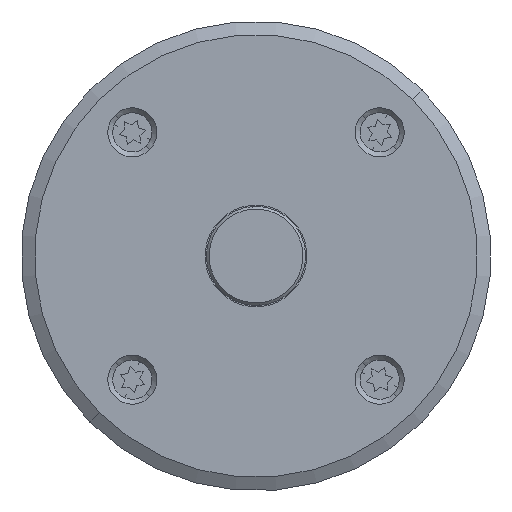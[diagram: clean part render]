
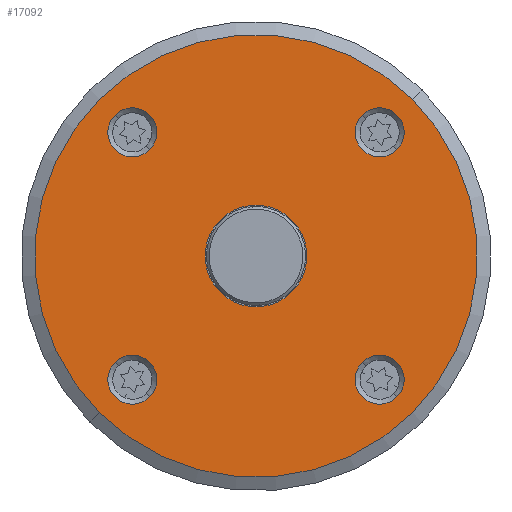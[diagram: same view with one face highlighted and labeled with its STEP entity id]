
A CAD part, left-side view. The second image highlights one B-rep face of the part: STEP entity #17092.
In plain terms, the highlighted planar face has unit normal (-1, 0, 0).
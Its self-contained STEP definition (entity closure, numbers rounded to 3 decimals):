
#82 = ORIENTED_EDGE ( 'NONE', *, *, #20854, .T. ) ;
#124 = CIRCLE ( 'NONE', #13331, 9.75 ) ;
#211 = AXIS2_PLACEMENT_3D ( 'NONE', #29714, #1330, #3675 ) ;
#626 = EDGE_LOOP ( 'NONE', ( #9004, #3819 ) ) ;
#817 = EDGE_CURVE ( 'NONE', #13655, #26547, #27030, .T. ) ;
#869 = CARTESIAN_POINT ( 'NONE',  ( -48., 23.688, -23.688 ) ) ;
#874 = CARTESIAN_POINT ( 'NONE',  ( -48., 20.365, 20.365 ) ) ;
#1157 = EDGE_LOOP ( 'NONE', ( #17163, #26084 ) ) ;
#1218 = DIRECTION ( 'NONE',  ( 1., 0., 0. ) ) ;
#1330 = DIRECTION ( 'NONE',  ( 1., 0., 0. ) ) ;
#1715 = FACE_BOUND ( 'NONE', #26231, .T. ) ;
#1830 = EDGE_CURVE ( 'NONE', #10458, #13348, #7649, .T. ) ;
#1878 = VERTEX_POINT ( 'NONE', #30119 ) ;
#2794 = ORIENTED_EDGE ( 'NONE', *, *, #16400, .T. ) ;
#2987 = CARTESIAN_POINT ( 'NONE',  ( -48., -20.365, 27.011 ) ) ;
#3128 = VERTEX_POINT ( 'NONE', #23408 ) ;
#3675 = DIRECTION ( 'NONE',  ( 0., 0.707, -0.707 ) ) ;
#3819 = ORIENTED_EDGE ( 'NONE', *, *, #18118, .F. ) ;
#4728 = AXIS2_PLACEMENT_3D ( 'NONE', #7637, #23932, #12426 ) ;
#5333 = DIRECTION ( 'NONE',  ( 1., 0., 0. ) ) ;
#5593 = CIRCLE ( 'NONE', #8821, 4.7 ) ;
#5748 = CARTESIAN_POINT ( 'NONE',  ( -48., -23.688, 23.688 ) ) ;
#5774 = CARTESIAN_POINT ( 'NONE',  ( -48., 0., 0. ) ) ;
#6690 = ORIENTED_EDGE ( 'NONE', *, *, #11674, .T. ) ;
#6944 = AXIS2_PLACEMENT_3D ( 'NONE', #23907, #21539, #21733 ) ;
#7057 = ORIENTED_EDGE ( 'NONE', *, *, #16469, .T. ) ;
#7637 = CARTESIAN_POINT ( 'NONE',  ( -48., 23.688, -23.688 ) ) ;
#7649 = CIRCLE ( 'NONE', #211, 42.402 ) ;
#7915 = DIRECTION ( 'NONE',  ( -1., 0., 0. ) ) ;
#8821 = AXIS2_PLACEMENT_3D ( 'NONE', #23742, #28726, #14768 ) ;
#9004 = ORIENTED_EDGE ( 'NONE', *, *, #1830, .F. ) ;
#9009 = CARTESIAN_POINT ( 'NONE',  ( -48., 0., 0. ) ) ;
#10458 = VERTEX_POINT ( 'NONE', #30045 ) ;
#10737 = CIRCLE ( 'NONE', #25895, 42.402 ) ;
#10990 = AXIS2_PLACEMENT_3D ( 'NONE', #28290, #23805, #21334 ) ;
#11674 = EDGE_CURVE ( 'NONE', #26106, #18628, #12141, .T. ) ;
#12141 = CIRCLE ( 'NONE', #20339, 4.7 ) ;
#12426 = DIRECTION ( 'NONE',  ( 0., -0.707, -0.707 ) ) ;
#12500 = EDGE_LOOP ( 'NONE', ( #82, #2794 ) ) ;
#12502 = PLANE ( 'NONE',  #14747 ) ;
#12557 = ORIENTED_EDGE ( 'NONE', *, *, #14940, .T. ) ;
#12596 = DIRECTION ( 'NONE',  ( 0., -0.707, -0.707 ) ) ;
#12630 = EDGE_LOOP ( 'NONE', ( #22898, #22548 ) ) ;
#12645 = AXIS2_PLACEMENT_3D ( 'NONE', #5748, #24382, #12782 ) ;
#12782 = DIRECTION ( 'NONE',  ( 0., -0.707, -0.707 ) ) ;
#12899 = VERTEX_POINT ( 'NONE', #15390 ) ;
#13052 = CARTESIAN_POINT ( 'NONE',  ( -48., 23.688, 23.688 ) ) ;
#13331 = AXIS2_PLACEMENT_3D ( 'NONE', #5774, #1218, #17475 ) ;
#13348 = VERTEX_POINT ( 'NONE', #29707 ) ;
#13655 = VERTEX_POINT ( 'NONE', #2987 ) ;
#14334 = CARTESIAN_POINT ( 'NONE',  ( -48., -27.011, 20.365 ) ) ;
#14542 = CARTESIAN_POINT ( 'NONE',  ( -48., -6.894, 6.894 ) ) ;
#14747 = AXIS2_PLACEMENT_3D ( 'NONE', #14542, #7915, #12596 ) ;
#14768 = DIRECTION ( 'NONE',  ( 0., -0.707, -0.707 ) ) ;
#14940 = EDGE_CURVE ( 'NONE', #3128, #12899, #22564, .T. ) ;
#15390 = CARTESIAN_POINT ( 'NONE',  ( -48., -6.894, -6.894 ) ) ;
#15393 = DIRECTION ( 'NONE',  ( 0., -0.707, -0.707 ) ) ;
#15621 = EDGE_LOOP ( 'NONE', ( #6690, #7057 ) ) ;
#15689 = VERTEX_POINT ( 'NONE', #30071 ) ;
#15924 = CIRCLE ( 'NONE', #6944, 4.7 ) ;
#16400 = EDGE_CURVE ( 'NONE', #18061, #28689, #15924, .T. ) ;
#16469 = EDGE_CURVE ( 'NONE', #18628, #26106, #28319, .T. ) ;
#17092 = ADVANCED_FACE ( 'NONE', ( #1715, #19926, #19549, #26852, #26826, #21337 ), #12502, .T. ) ;
#17163 = ORIENTED_EDGE ( 'NONE', *, *, #18399, .T. ) ;
#17369 = DIRECTION ( 'NONE',  ( 0., -0.707, -0.707 ) ) ;
#17475 = DIRECTION ( 'NONE',  ( 0., -0.707, -0.707 ) ) ;
#17900 = DIRECTION ( 'NONE',  ( 1., 0., 0. ) ) ;
#18061 = VERTEX_POINT ( 'NONE', #20426 ) ;
#18118 = EDGE_CURVE ( 'NONE', #13348, #10458, #10737, .T. ) ;
#18321 = ORIENTED_EDGE ( 'NONE', *, *, #21485, .T. ) ;
#18399 = EDGE_CURVE ( 'NONE', #26547, #13655, #30160, .T. ) ;
#18585 = CARTESIAN_POINT ( 'NONE',  ( -48., -27.011, -27.011 ) ) ;
#18628 = VERTEX_POINT ( 'NONE', #25465 ) ;
#19549 = FACE_BOUND ( 'NONE', #1157, .T. ) ;
#19650 = CIRCLE ( 'NONE', #22012, 4.7 ) ;
#19926 = FACE_OUTER_BOUND ( 'NONE', #626, .T. ) ;
#19988 = CIRCLE ( 'NONE', #4728, 4.7 ) ;
#20008 = AXIS2_PLACEMENT_3D ( 'NONE', #26644, #28896, #17369 ) ;
#20238 = AXIS2_PLACEMENT_3D ( 'NONE', #24537, #29115, #26865 ) ;
#20339 = AXIS2_PLACEMENT_3D ( 'NONE', #13052, #27087, #15393 ) ;
#20426 = CARTESIAN_POINT ( 'NONE',  ( -48., -20.365, -20.365 ) ) ;
#20854 = EDGE_CURVE ( 'NONE', #28689, #18061, #5593, .T. ) ;
#21334 = DIRECTION ( 'NONE',  ( 0., -0.707, -0.707 ) ) ;
#21337 = FACE_BOUND ( 'NONE', #12500, .T. ) ;
#21485 = EDGE_CURVE ( 'NONE', #12899, #3128, #124, .T. ) ;
#21539 = DIRECTION ( 'NONE',  ( 1., 0., 0. ) ) ;
#21733 = DIRECTION ( 'NONE',  ( 0., -0.707, -0.707 ) ) ;
#22012 = AXIS2_PLACEMENT_3D ( 'NONE', #869, #5333, #28558 ) ;
#22548 = ORIENTED_EDGE ( 'NONE', *, *, #25173, .T. ) ;
#22564 = CIRCLE ( 'NONE', #10990, 9.75 ) ;
#22898 = ORIENTED_EDGE ( 'NONE', *, *, #23460, .T. ) ;
#23408 = CARTESIAN_POINT ( 'NONE',  ( -48., 6.894, 6.894 ) ) ;
#23460 = EDGE_CURVE ( 'NONE', #15689, #1878, #19650, .T. ) ;
#23742 = CARTESIAN_POINT ( 'NONE',  ( -48., -23.688, -23.688 ) ) ;
#23805 = DIRECTION ( 'NONE',  ( 1., 0., 0. ) ) ;
#23907 = CARTESIAN_POINT ( 'NONE',  ( -48., -23.688, -23.688 ) ) ;
#23932 = DIRECTION ( 'NONE',  ( 1., 0., 0. ) ) ;
#24382 = DIRECTION ( 'NONE',  ( 1., 0., 0. ) ) ;
#24537 = CARTESIAN_POINT ( 'NONE',  ( -48., -23.688, 23.688 ) ) ;
#25173 = EDGE_CURVE ( 'NONE', #1878, #15689, #19988, .T. ) ;
#25310 = DIRECTION ( 'NONE',  ( 0., 0.707, -0.707 ) ) ;
#25465 = CARTESIAN_POINT ( 'NONE',  ( -48., 27.011, 27.011 ) ) ;
#25895 = AXIS2_PLACEMENT_3D ( 'NONE', #9009, #17900, #25310 ) ;
#26084 = ORIENTED_EDGE ( 'NONE', *, *, #817, .T. ) ;
#26106 = VERTEX_POINT ( 'NONE', #874 ) ;
#26231 = EDGE_LOOP ( 'NONE', ( #18321, #12557 ) ) ;
#26547 = VERTEX_POINT ( 'NONE', #14334 ) ;
#26644 = CARTESIAN_POINT ( 'NONE',  ( -48., 23.688, 23.688 ) ) ;
#26826 = FACE_BOUND ( 'NONE', #12630, .T. ) ;
#26852 = FACE_BOUND ( 'NONE', #15621, .T. ) ;
#26865 = DIRECTION ( 'NONE',  ( 0., -0.707, -0.707 ) ) ;
#27030 = CIRCLE ( 'NONE', #20238, 4.7 ) ;
#27087 = DIRECTION ( 'NONE',  ( 1., 0., 0. ) ) ;
#28290 = CARTESIAN_POINT ( 'NONE',  ( -48., 0., 0. ) ) ;
#28319 = CIRCLE ( 'NONE', #20008, 4.7 ) ;
#28558 = DIRECTION ( 'NONE',  ( 0., -0.707, -0.707 ) ) ;
#28689 = VERTEX_POINT ( 'NONE', #18585 ) ;
#28726 = DIRECTION ( 'NONE',  ( 1., 0., 0. ) ) ;
#28896 = DIRECTION ( 'NONE',  ( 1., 0., 0. ) ) ;
#29115 = DIRECTION ( 'NONE',  ( 1., 0., 0. ) ) ;
#29707 = CARTESIAN_POINT ( 'NONE',  ( -48., -29.983, 29.983 ) ) ;
#29714 = CARTESIAN_POINT ( 'NONE',  ( -48., 0., 0. ) ) ;
#30045 = CARTESIAN_POINT ( 'NONE',  ( -48., 29.983, -29.983 ) ) ;
#30071 = CARTESIAN_POINT ( 'NONE',  ( -48., 20.365, -27.011 ) ) ;
#30119 = CARTESIAN_POINT ( 'NONE',  ( -48., 27.011, -20.365 ) ) ;
#30160 = CIRCLE ( 'NONE', #12645, 4.7 ) ;
